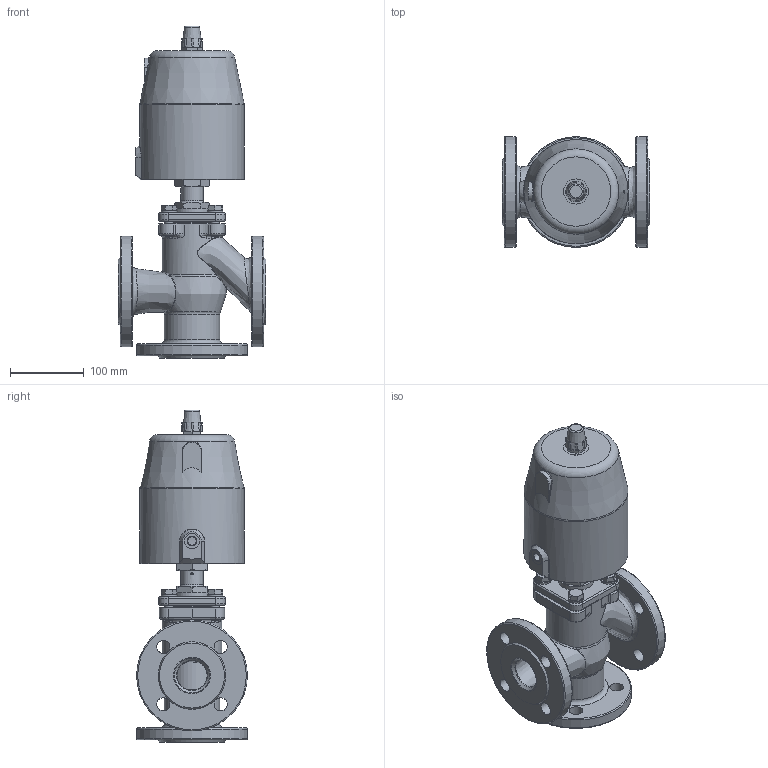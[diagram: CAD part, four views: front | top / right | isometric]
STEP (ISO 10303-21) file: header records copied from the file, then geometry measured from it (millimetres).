
FILE_DESCRIPTION(/* description */ ('3D-Modell'),/* implementation_level */ '2;1');
FILE_NAME(/* name */ '079.000157_D7905-0404-7017.stp',/* time_stamp */ '2022-08-16T15:14:57+02:00',/* author */ ('CBeuthner'),/* organization */ (''),/* preprocessor_version */ 'ST-DEVELOPER v16.1',/* originating_system */ 'Autodesk Inventor 2016',/* authorisation */ '');
FILE_SCHEMA (('CONFIG_CONTROL_DESIGN'));
Length unit declared in the file: millimetre
Products named in the file (1): 88-005639
Bounding box: 200 x 150 x 449.6 mm (x, y, z)
Volume: 4213204.8 mm3; surface area: 406533.4 mm2
Topology: 1 solids, 19 shells, 561 faces, 1294 edges, 805 vertices
Faces by surface type: plane 208, cylinder 147, cone 89, bspline 72, torus 45
Full cylindrical faces by diameter (mm): 3 x1, 4 x3, 11.445 x1, 12 x4, 13 x1, 14 x4, 16.376 x1, 16.63 x4, 18 x12, 20 x1, 21 x1, 25 x1, 26.554 x1, 27.6 x1, 28.376 x1, 30 x1, 34 x1, 48 x1, 50 x1, 53 x1, 60.5 x2, 67.9 x1, 68 x1, 75.5 x1, 126.9 x1, 127 x3, 131 x1, 131.2 x1, 141 x1, 150 x3
Entity records: 35479 total; most frequent: CARTESIAN_POINT 23482, ORIENTED_EDGE 2316, DIRECTION 2224, EDGE_CURVE 1158, AXIS2_PLACEMENT_3D 961, VERTEX_POINT 766, EDGE_LOOP 736, FACE_OUTER_BOUND 560
